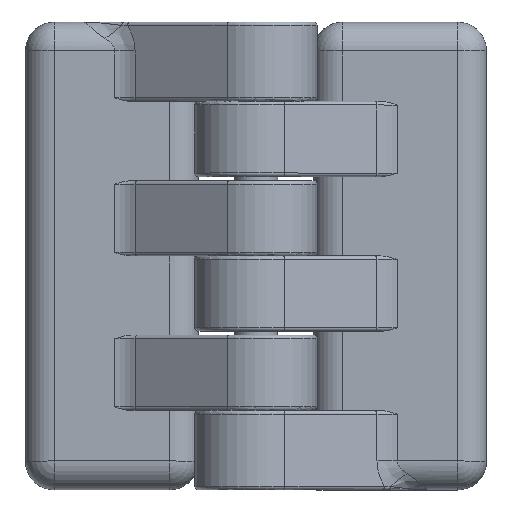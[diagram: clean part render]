
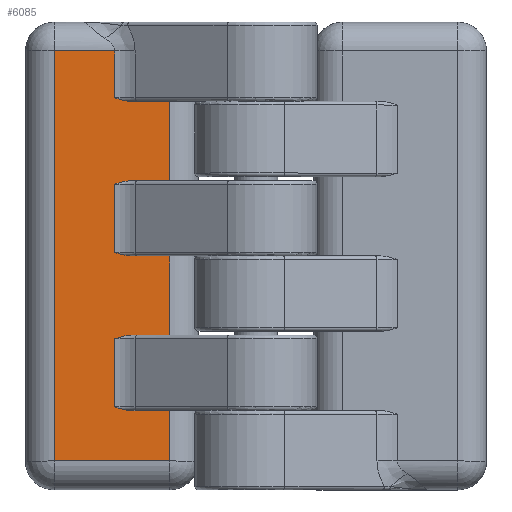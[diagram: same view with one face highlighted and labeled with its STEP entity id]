
A CAD part, top view. The second image highlights one B-rep face of the part: STEP entity #6085.
In plain terms, the highlighted planar face has unit normal (0, 0, 1).
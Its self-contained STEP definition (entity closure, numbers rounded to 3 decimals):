
#81=B_SPLINE_CURVE_WITH_KNOTS('',3,(#8670,#8671,#8672,#8673),
 .UNSPECIFIED.,.F.,.F.,(4,4),(0.,0.002),
 .UNSPECIFIED.);
#82=B_SPLINE_CURVE_WITH_KNOTS('',3,(#8700,#8701,#8702,#8703),
 .UNSPECIFIED.,.F.,.F.,(4,4),(0.,0.002),
 .UNSPECIFIED.);
#83=B_SPLINE_CURVE_WITH_KNOTS('',3,(#8709,#8710,#8711,#8712),
 .UNSPECIFIED.,.F.,.F.,(4,4),(0.,0.002),
 .UNSPECIFIED.);
#84=B_SPLINE_CURVE_WITH_KNOTS('',3,(#8719,#8720,#8721,#8722),
 .UNSPECIFIED.,.F.,.F.,(4,4),(0.,0.002),
 .UNSPECIFIED.);
#85=B_SPLINE_CURVE_WITH_KNOTS('',3,(#8725,#8726,#8727,#8728),
 .UNSPECIFIED.,.F.,.F.,(4,4),(0.,0.002),
 .UNSPECIFIED.);
#837=ORIENTED_EDGE('',*,*,#1976,.T.);
#838=ORIENTED_EDGE('',*,*,#1977,.T.);
#839=ORIENTED_EDGE('',*,*,#1945,.T.);
#840=ORIENTED_EDGE('',*,*,#1974,.T.);
#841=ORIENTED_EDGE('',*,*,#1978,.F.);
#842=ORIENTED_EDGE('',*,*,#1979,.T.);
#843=ORIENTED_EDGE('',*,*,#1980,.T.);
#844=ORIENTED_EDGE('',*,*,#1981,.T.);
#845=ORIENTED_EDGE('',*,*,#1924,.T.);
#846=ORIENTED_EDGE('',*,*,#1907,.T.);
#847=ORIENTED_EDGE('',*,*,#1906,.T.);
#848=ORIENTED_EDGE('',*,*,#1905,.T.);
#849=ORIENTED_EDGE('',*,*,#1952,.T.);
#850=ORIENTED_EDGE('',*,*,#1982,.T.);
#851=ORIENTED_EDGE('',*,*,#1983,.T.);
#852=ORIENTED_EDGE('',*,*,#1937,.T.);
#853=ORIENTED_EDGE('',*,*,#1961,.T.);
#854=ORIENTED_EDGE('',*,*,#1984,.F.);
#855=ORIENTED_EDGE('',*,*,#1966,.T.);
#1905=EDGE_CURVE('',#2423,#2498,#2902,.T.);
#1906=EDGE_CURVE('',#2426,#2423,#2903,.T.);
#1907=EDGE_CURVE('',#2503,#2426,#2904,.T.);
#1924=EDGE_CURVE('',#2513,#2503,#2911,.T.);
#1937=EDGE_CURVE('',#2522,#2521,#2918,.T.);
#1945=EDGE_CURVE('',#2530,#2529,#2922,.T.);
#1952=EDGE_CURVE('',#2498,#2535,#2925,.T.);
#1961=EDGE_CURVE('',#2521,#2542,#81,.F.);
#1966=EDGE_CURVE('',#2544,#2546,#2930,.T.);
#1974=EDGE_CURVE('',#2529,#2552,#82,.F.);
#1976=EDGE_CURVE('',#2546,#2553,#2933,.T.);
#1977=EDGE_CURVE('',#2553,#2530,#83,.T.);
#1978=EDGE_CURVE('',#2554,#2552,#2934,.T.);
#1979=EDGE_CURVE('',#2554,#2555,#2935,.T.);
#1980=EDGE_CURVE('',#2555,#2556,#2936,.T.);
#1981=EDGE_CURVE('',#2556,#2513,#84,.T.);
#1982=EDGE_CURVE('',#2535,#2557,#2937,.T.);
#1983=EDGE_CURVE('',#2557,#2522,#85,.T.);
#1984=EDGE_CURVE('',#2544,#2542,#2938,.T.);
#2423=VERTEX_POINT('',#8239);
#2426=VERTEX_POINT('',#8246);
#2498=VERTEX_POINT('',#8490);
#2503=VERTEX_POINT('',#8544);
#2513=VERTEX_POINT('',#8594);
#2521=VERTEX_POINT('',#8618);
#2522=VERTEX_POINT('',#8620);
#2529=VERTEX_POINT('',#8636);
#2530=VERTEX_POINT('',#8638);
#2535=VERTEX_POINT('',#8651);
#2542=VERTEX_POINT('',#8674);
#2544=VERTEX_POINT('',#8679);
#2546=VERTEX_POINT('',#8683);
#2552=VERTEX_POINT('',#8704);
#2553=VERTEX_POINT('',#8708);
#2554=VERTEX_POINT('',#8714);
#2555=VERTEX_POINT('',#8716);
#2556=VERTEX_POINT('',#8718);
#2557=VERTEX_POINT('',#8724);
#2902=LINE('',#8539,#3220);
#2903=LINE('',#8541,#3221);
#2904=LINE('',#8543,#3222);
#2911=LINE('',#8593,#3229);
#2918=LINE('',#8619,#3236);
#2922=LINE('',#8637,#3240);
#2925=LINE('',#8653,#3243);
#2930=LINE('',#8684,#3248);
#2933=LINE('',#8707,#3251);
#2934=LINE('',#8713,#3252);
#2935=LINE('',#8715,#3253);
#2936=LINE('',#8717,#3254);
#2937=LINE('',#8723,#3255);
#2938=LINE('',#8729,#3256);
#3220=VECTOR('',#7080,1000.);
#3221=VECTOR('',#7083,1000.);
#3222=VECTOR('',#7086,1000.);
#3229=VECTOR('',#7119,1000.);
#3236=VECTOR('',#7146,1000.);
#3240=VECTOR('',#7162,1000.);
#3243=VECTOR('',#7177,1000.);
#3248=VECTOR('',#7206,1000.);
#3251=VECTOR('',#7229,1000.);
#3252=VECTOR('',#7230,1000.);
#3253=VECTOR('',#7231,1000.);
#3254=VECTOR('',#7232,1000.);
#3255=VECTOR('',#7233,1000.);
#3256=VECTOR('',#7234,1000.);
#3533=EDGE_LOOP('',(#837,#838,#839,#840,#841,#842,#843,#844,#845,#846,#847,
#848,#849,#850,#851,#852,#853,#854,#855));
#3839=FACE_BOUND('',#3533,.T.);
#4098=PLANE('',#6432);
#6085=ADVANCED_FACE('',(#3839),#4098,.T.);
#6432=AXIS2_PLACEMENT_3D('',#8706,#7227,#7228);
#7080=DIRECTION('',(1.,0.,0.));
#7083=DIRECTION('',(0.,-1.,0.));
#7086=DIRECTION('',(-1.,0.,0.));
#7119=DIRECTION('',(0.,1.,0.));
#7146=DIRECTION('',(0.,1.,0.));
#7162=DIRECTION('',(0.,1.,0.));
#7177=DIRECTION('',(0.,1.,0.));
#7206=DIRECTION('',(0.,1.,0.));
#7227=DIRECTION('',(0.,0.,1.));
#7228=DIRECTION('',(1.,0.,0.));
#7229=DIRECTION('',(-1.,0.,0.));
#7230=DIRECTION('',(-1.,0.,0.));
#7231=DIRECTION('',(0.,1.,0.));
#7232=DIRECTION('',(-1.,0.,0.));
#7233=DIRECTION('',(-1.,0.,0.));
#7234=DIRECTION('',(-1.,0.,0.));
#8239=CARTESIAN_POINT('',(-8.,-28.45,14.));
#8246=CARTESIAN_POINT('',(-8.,28.45,14.));
#8490=CARTESIAN_POINT('',(8.,-28.45,14.));
#8539=CARTESIAN_POINT('',(12.,-28.45,14.));
#8541=CARTESIAN_POINT('',(-8.,-32.45,14.));
#8543=CARTESIAN_POINT('',(-12.,28.45,14.));
#8544=CARTESIAN_POINT('',(0.388,28.45,14.));
#8593=CARTESIAN_POINT('',(0.388,0.,14.));
#8594=CARTESIAN_POINT('',(0.388,21.95,14.));
#8618=CARTESIAN_POINT('',(0.388,-11.5,14.));
#8619=CARTESIAN_POINT('',(0.388,0.,14.));
#8620=CARTESIAN_POINT('',(0.388,-20.95,14.));
#8636=CARTESIAN_POINT('',(0.388,9.95,14.));
#8637=CARTESIAN_POINT('',(0.388,0.,14.));
#8638=CARTESIAN_POINT('',(0.388,0.5,14.));
#8651=CARTESIAN_POINT('',(8.,-21.45,14.));
#8653=CARTESIAN_POINT('',(8.,-21.45,14.));
#8670=CARTESIAN_POINT('',(2.68,-11.,14.));
#8671=CARTESIAN_POINT('',(1.89,-11.,14.));
#8672=CARTESIAN_POINT('',(1.134,-11.264,14.));
#8673=CARTESIAN_POINT('',(0.388,-11.5,14.));
#8674=CARTESIAN_POINT('',(2.68,-11.,14.));
#8679=CARTESIAN_POINT('',(8.,-11.,14.));
#8683=CARTESIAN_POINT('',(8.,0.,14.));
#8684=CARTESIAN_POINT('',(8.,0.,14.));
#8700=CARTESIAN_POINT('',(2.68,10.45,14.));
#8701=CARTESIAN_POINT('',(1.89,10.45,14.));
#8702=CARTESIAN_POINT('',(1.134,10.186,14.));
#8703=CARTESIAN_POINT('',(0.388,9.95,14.));
#8704=CARTESIAN_POINT('',(2.68,10.45,14.));
#8706=CARTESIAN_POINT('',(0.,0.,14.));
#8707=CARTESIAN_POINT('',(50.,0.,14.));
#8708=CARTESIAN_POINT('',(2.68,0.,14.));
#8709=CARTESIAN_POINT('',(2.68,0.,14.));
#8710=CARTESIAN_POINT('',(1.89,0.,14.));
#8711=CARTESIAN_POINT('',(1.134,0.264,14.));
#8712=CARTESIAN_POINT('',(0.388,0.5,14.));
#8713=CARTESIAN_POINT('',(50.,10.45,14.));
#8714=CARTESIAN_POINT('',(8.,10.45,14.));
#8715=CARTESIAN_POINT('',(8.,21.45,14.));
#8716=CARTESIAN_POINT('',(8.,21.45,14.));
#8717=CARTESIAN_POINT('',(50.,21.45,14.));
#8718=CARTESIAN_POINT('',(2.68,21.45,14.));
#8719=CARTESIAN_POINT('',(2.68,21.45,14.));
#8720=CARTESIAN_POINT('',(1.89,21.45,14.));
#8721=CARTESIAN_POINT('',(1.134,21.714,14.));
#8722=CARTESIAN_POINT('',(0.388,21.95,14.));
#8723=CARTESIAN_POINT('',(50.,-21.45,14.));
#8724=CARTESIAN_POINT('',(2.68,-21.45,14.));
#8725=CARTESIAN_POINT('',(2.68,-21.45,14.));
#8726=CARTESIAN_POINT('',(1.89,-21.45,14.));
#8727=CARTESIAN_POINT('',(1.134,-21.186,14.));
#8728=CARTESIAN_POINT('',(0.388,-20.95,14.));
#8729=CARTESIAN_POINT('',(50.,-11.,14.));
